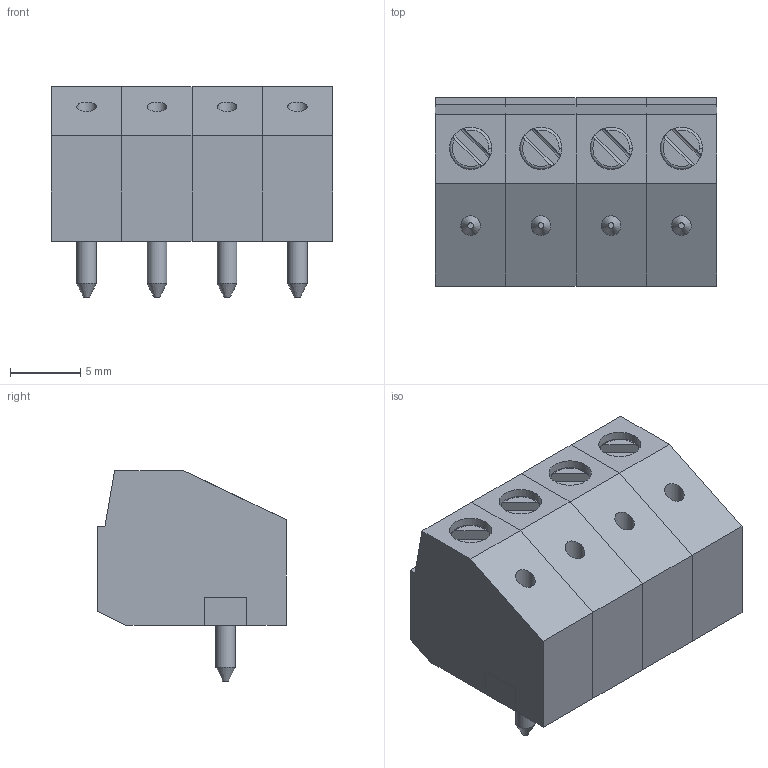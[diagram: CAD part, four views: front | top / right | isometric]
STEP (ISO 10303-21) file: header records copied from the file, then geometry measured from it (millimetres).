
FILE_DESCRIPTION(('FreeCAD Model'),'2;1');
FILE_NAME('DG332K-5.0-04.step','2023-04-15T08:18:41',( 'kicad StepUp'),('ksu MCAD'),'Open CASCADE STEP processor 7.4', 'FreeCAD','Unknown');
FILE_SCHEMA(('AUTOMOTIVE_DESIGN { 1 0 10303 214 1 1 1 1 }'));
Length unit declared in the file: millimetre
Products named in the file (1): DG332K-5.0-04
Bounding box: 20 x 13.4 x 15 mm (x, y, z)
Volume: 2650.5 mm3; surface area: 3873.1 mm2
Topology: 24 solids, 24 shells, 262 faces, 596 edges, 387 vertices
Faces by surface type: plane 198, cylinder 44, torus 12, cone 8
Full cylindrical faces by diameter (mm): 1.4 x8, 2.6 x4, 3 x5
Entity records: 10848 total; most frequent: CARTESIAN_POINT 3225, DIRECTION 1182, ORIENTED_EDGE 1168, EDGE_CURVE 584, LINE 436, VECTOR 436, VERTEX_POINT 384, AXIS2_PLACEMENT_3D 373
